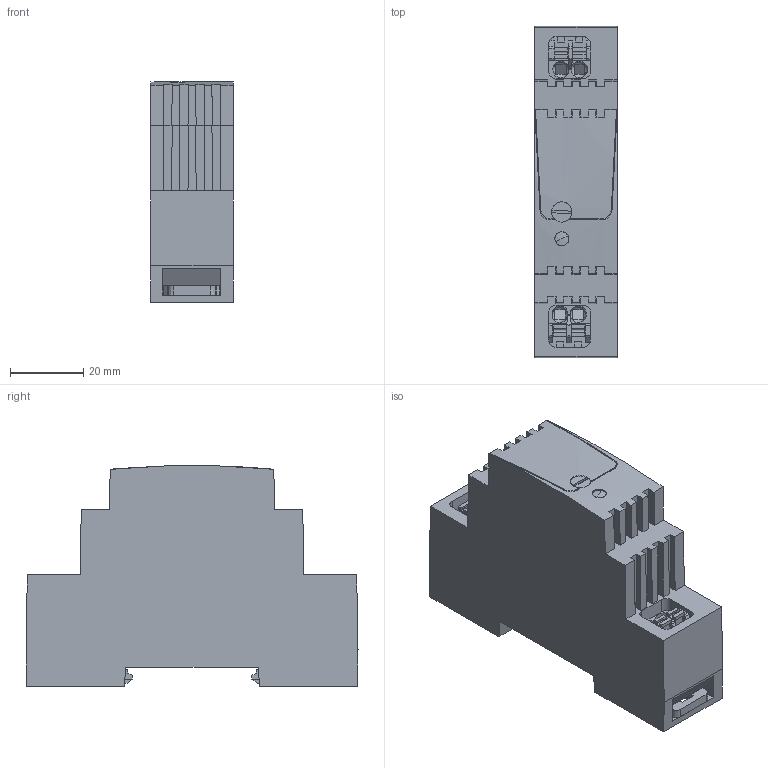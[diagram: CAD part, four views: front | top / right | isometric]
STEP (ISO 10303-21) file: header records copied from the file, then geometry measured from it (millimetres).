
FILE_DESCRIPTION(('CATIA V5 STEP Exchange','CAx-IF Rec.Pracs.--- Model Styling and Organization---1.4--- 2014-01-23'),'2;1');
FILE_NAME ('D1380793_1', '2019-06-19T12:26:46+00:00', ('none'), ('Weidmueller'), 'CATIA Version 5-6 Release 2016 SP3 HF44', 'CATIA V5 STEP AP214', 'none');
FILE_SCHEMA(('AUTOMOTIVE_DESIGN { 1 0 10303 214 1 1 1 1 }'));
Length unit declared in the file: millimetre
Products named in the file (1): 2580180000
Bounding box: 22.5 x 90.5 x 60.2 mm (x, y, z)
Volume: 90295.6 mm3; surface area: 25135.9 mm2
Topology: 13 solids, 13 shells, 484 faces, 1566 edges, 1115 vertices
Faces by surface type: plane 356, cylinder 66, extrusion 52, torus 8, sphere 2
Entity records: 18321 total; most frequent: CARTESIAN_POINT 5022, ORIENTED_EDGE 3128, DIRECTION 1877, EDGE_CURVE 1564, VECTOR 1120, VERTEX_POINT 1115, LINE 1068, EDGE_LOOP 501
